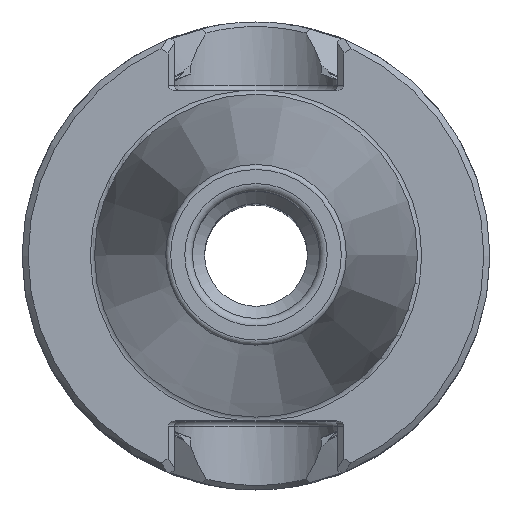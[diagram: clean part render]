
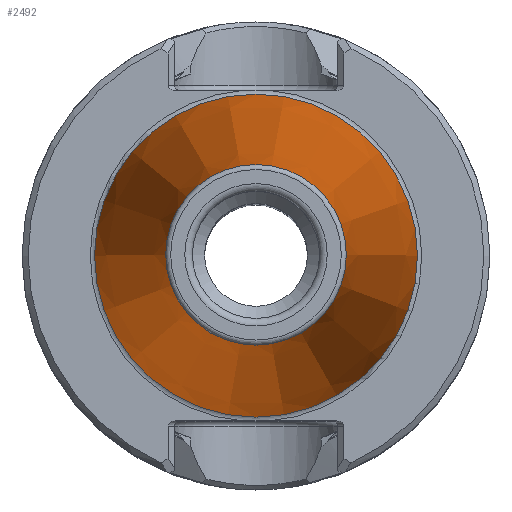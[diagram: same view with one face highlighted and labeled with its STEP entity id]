
A CAD part, top view. The second image highlights one B-rep face of the part: STEP entity #2492.
In plain terms, the highlighted conical face has half-angle 8.297 degrees and reference radius 8.879 mm.
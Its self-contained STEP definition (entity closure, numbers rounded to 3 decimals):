
#295=CONICAL_SURFACE('',#2665,8.879,0.145);
#403=ORIENTED_EDGE('',*,*,#812,.T.);
#404=ORIENTED_EDGE('',*,*,#811,.F.);
#811=EDGE_CURVE('',#1039,#1039,#1207,.T.);
#812=EDGE_CURVE('',#1040,#1040,#1208,.T.);
#1039=VERTEX_POINT('',#3425);
#1040=VERTEX_POINT('',#3428);
#1207=CIRCLE('',#2664,8.879);
#1208=CIRCLE('',#2666,15.876);
#1341=EDGE_LOOP('',(#403));
#1342=EDGE_LOOP('',(#404));
#1515=FACE_BOUND('',#1341,.T.);
#1516=FACE_BOUND('',#1342,.T.);
#2492=ADVANCED_FACE('',(#1515,#1516),#295,.T.);
#2664=AXIS2_PLACEMENT_3D('',#3424,#2982,#2983);
#2665=AXIS2_PLACEMENT_3D('',#3426,#2984,#2985);
#2666=AXIS2_PLACEMENT_3D('',#3427,#2986,#2987);
#2982=DIRECTION('',(0.,0.,1.));
#2983=DIRECTION('',(1.,0.,0.));
#2984=DIRECTION('',(0.,0.,-1.));
#2985=DIRECTION('',(-1.,0.,0.));
#2986=DIRECTION('',(0.,0.,1.));
#2987=DIRECTION('',(1.,0.,0.));
#3424=CARTESIAN_POINT('',(0.,0.,47.972));
#3425=CARTESIAN_POINT('',(8.879,0.,47.972));
#3426=CARTESIAN_POINT('',(0.,0.,47.972));
#3427=CARTESIAN_POINT('',(0.,0.,-0.009));
#3428=CARTESIAN_POINT('',(15.876,0.,-0.009));
